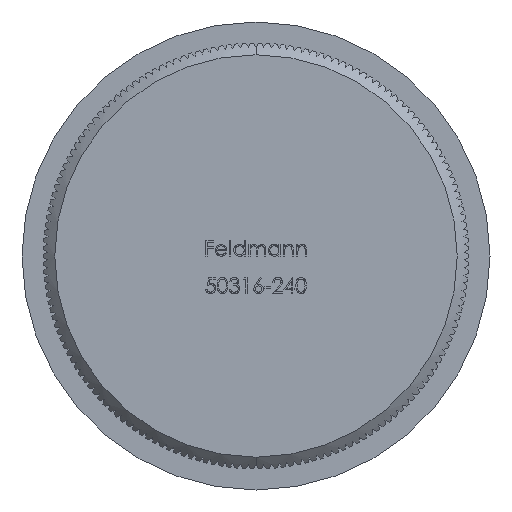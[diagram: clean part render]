
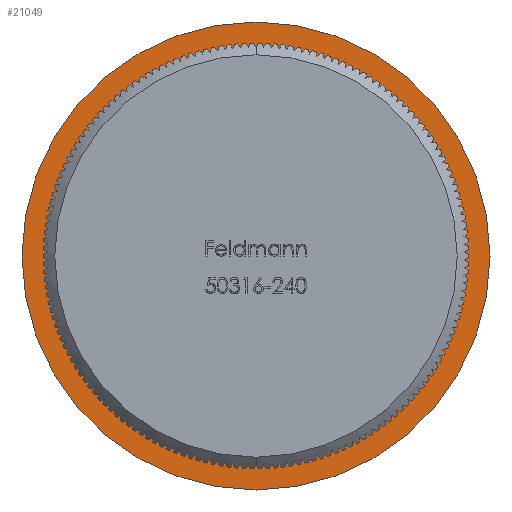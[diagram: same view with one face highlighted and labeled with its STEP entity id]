
A CAD part, front view. The second image highlights one B-rep face of the part: STEP entity #21049.
In plain terms, the highlighted planar face has unit normal (0, -1, 0).
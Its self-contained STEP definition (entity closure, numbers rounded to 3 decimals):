
#1098 = CARTESIAN_POINT ( 'NONE',  ( 17.5, 8., 0. ) ) ;
#1595 = AXIS2_PLACEMENT_3D ( 'NONE', #1098, #24869, #24660 ) ;
#2441 = CARTESIAN_POINT ( 'NONE',  ( 0., 8., -20. ) ) ;
#2525 = CARTESIAN_POINT ( 'NONE',  ( 0., 8., 0. ) ) ;
#4643 = EDGE_CURVE ( 'NONE', #5694, #9701, #5380, .T. ) ;
#5380 = CIRCLE ( 'NONE', #8517, 20. ) ;
#5426 = DIRECTION ( 'NONE',  ( 0., 0., -1. ) ) ;
#5694 = VERTEX_POINT ( 'NONE', #2441 ) ;
#7513 = AXIS2_PLACEMENT_3D ( 'NONE', #29487, #24359, #17194 ) ;
#8369 = AXIS2_PLACEMENT_3D ( 'NONE', #2525, #26566, #19122 ) ;
#8386 = EDGE_LOOP ( 'NONE', ( #10195, #26836 ) ) ;
#8517 = AXIS2_PLACEMENT_3D ( 'NONE', #28372, #14241, #5426 ) ;
#9701 = VERTEX_POINT ( 'NONE', #30458 ) ;
#10195 = ORIENTED_EDGE ( 'NONE', *, *, #4643, .T. ) ;
#10570 = CIRCLE ( 'NONE', #15946, 17.5 ) ;
#11285 = CARTESIAN_POINT ( 'NONE',  ( 0., 8., -17.5 ) ) ;
#12543 = VERTEX_POINT ( 'NONE', #11285 ) ;
#12768 = PLANE ( 'NONE',  #1595 ) ;
#13783 = VERTEX_POINT ( 'NONE', #19183 ) ;
#14241 = DIRECTION ( 'NONE',  ( 0., -1., 0. ) ) ;
#14644 = FACE_BOUND ( 'NONE', #24087, .T. ) ;
#15165 = ORIENTED_EDGE ( 'NONE', *, *, #21144, .F. ) ;
#15535 = CARTESIAN_POINT ( 'NONE',  ( 0., 8., 0. ) ) ;
#15946 = AXIS2_PLACEMENT_3D ( 'NONE', #15535, #21056, #27334 ) ;
#17115 = EDGE_CURVE ( 'NONE', #9701, #5694, #18106, .T. ) ;
#17194 = DIRECTION ( 'NONE',  ( 0., 0., -1. ) ) ;
#18106 = CIRCLE ( 'NONE', #7513, 20. ) ;
#19122 = DIRECTION ( 'NONE',  ( 0., 0., -1. ) ) ;
#19183 = CARTESIAN_POINT ( 'NONE',  ( 0., 8., 17.5 ) ) ;
#20231 = CIRCLE ( 'NONE', #8369, 17.5 ) ;
#20407 = EDGE_CURVE ( 'NONE', #12543, #13783, #20231, .T. ) ;
#20585 = ORIENTED_EDGE ( 'NONE', *, *, #20407, .F. ) ;
#21049 = ADVANCED_FACE ( 'NONE', ( #24644, #14644 ), #12768, .T. ) ;
#21056 = DIRECTION ( 'NONE',  ( 0., -1., 0. ) ) ;
#21144 = EDGE_CURVE ( 'NONE', #13783, #12543, #10570, .T. ) ;
#24087 = EDGE_LOOP ( 'NONE', ( #20585, #15165 ) ) ;
#24359 = DIRECTION ( 'NONE',  ( 0., -1., 0. ) ) ;
#24644 = FACE_OUTER_BOUND ( 'NONE', #8386, .T. ) ;
#24660 = DIRECTION ( 'NONE',  ( 0., 0., -1. ) ) ;
#24869 = DIRECTION ( 'NONE',  ( 0., -1., 0. ) ) ;
#26566 = DIRECTION ( 'NONE',  ( 0., -1., 0. ) ) ;
#26836 = ORIENTED_EDGE ( 'NONE', *, *, #17115, .T. ) ;
#27334 = DIRECTION ( 'NONE',  ( 0., 0., -1. ) ) ;
#28372 = CARTESIAN_POINT ( 'NONE',  ( 0., 8., 0. ) ) ;
#29487 = CARTESIAN_POINT ( 'NONE',  ( 0., 8., 0. ) ) ;
#30458 = CARTESIAN_POINT ( 'NONE',  ( 0., 8., 20. ) ) ;
